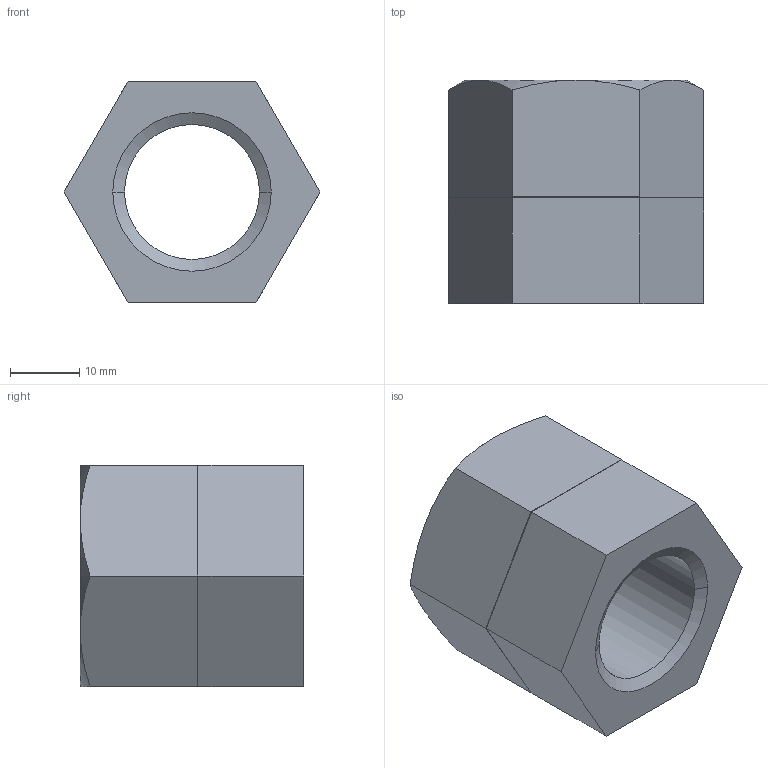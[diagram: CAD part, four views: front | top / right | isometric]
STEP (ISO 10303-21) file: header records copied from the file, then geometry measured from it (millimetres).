
FILE_DESCRIPTION((''),'2;1');
FILE_NAME('0RSTD022_____0','2019-10-29T14:00:02',('kim.bk'),(''),'CREO PARAMETRIC BY PTC INC, 2019010','CREO PARAMETRIC BY PTC INC, 2019010','');
FILE_SCHEMA(('CONFIG_CONTROL_DESIGN'));
Length unit declared in the file: millimetre
Products named in the file (1): 0RSTD022_____0
Bounding box: 36.95 x 32.3 x 32 mm (x, y, z)
Volume: 18781.1 mm3; surface area: 9042.5 mm2
Topology: 2 solids, 2 shells, 297 faces, 818 edges, 542 vertices
Faces by surface type: plane 279, cone 14, cylinder 4
Entity records: 9356 total; most frequent: CARTESIAN_POINT 1735, ORIENTED_EDGE 1636, DIRECTION 1426, EDGE_CURVE 818, VECTOR 780, LINE 780, VERTEX_POINT 542, AXIS2_PLACEMENT_3D 323
